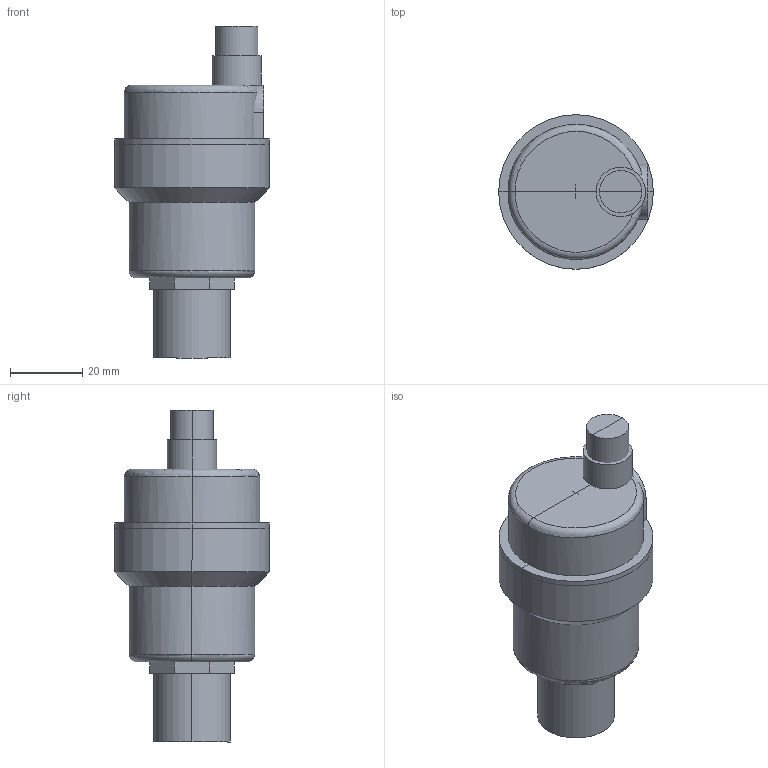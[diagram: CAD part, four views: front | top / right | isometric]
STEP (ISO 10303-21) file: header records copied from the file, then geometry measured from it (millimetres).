
FILE_DESCRIPTION(/* description */ (''),/* implementation_level */ '2;1');
FILE_NAME(/* name */ 'NA502640A.stp',/* time_stamp */ '2025-09-16T08:25:27+02:00',/* author */ ('gricalcati'),/* organization */ (''),/* preprocessor_version */ 'ST-DEVELOPER v18.1',/* originating_system */ 'Autodesk Inventor 2021',/* authorisation */ '');
FILE_SCHEMA (('AUTOMOTIVE_DESIGN { 1 0 10303 214 3 1 1 }'));
Length unit declared in the file: inch
Products named in the file (1): NA502640A
Bounding box: 42.86 x 42.86 x 92.08 mm (x, y, z)
Volume: 77546.3 mm3; surface area: 18299.4 mm2
Topology: 7 solids, 7 shells, 54 faces, 108 edges, 68 vertices
Faces by surface type: plane 33, cylinder 15, torus 4, cone 2
Entity records: 1563 total; most frequent: CARTESIAN_POINT 423, DIRECTION 220, ORIENTED_EDGE 216, EDGE_CURVE 108, AXIS2_PLACEMENT_3D 81, VERTEX_POINT 68, LINE 58, VECTOR 58
